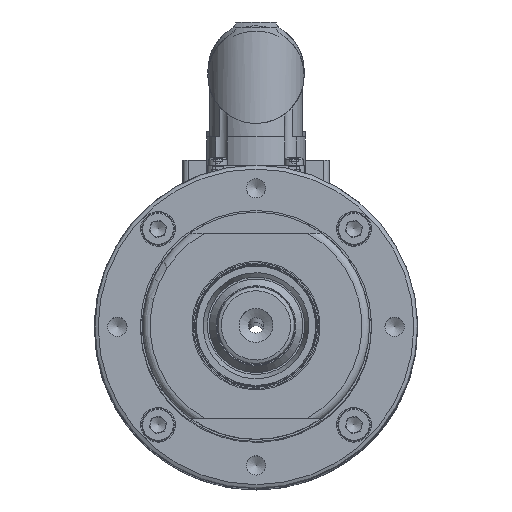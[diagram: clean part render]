
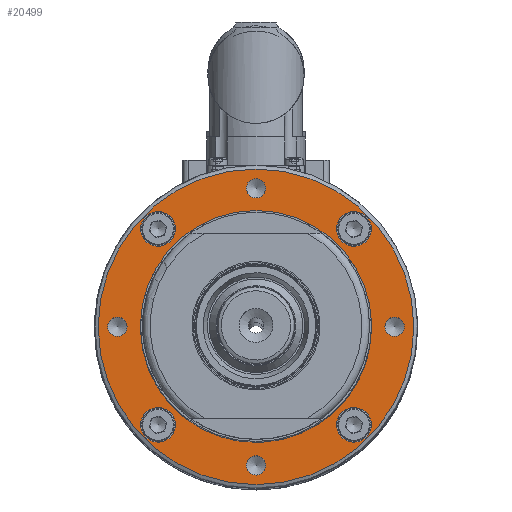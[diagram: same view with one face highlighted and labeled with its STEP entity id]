
A CAD part, top view. The second image highlights one B-rep face of the part: STEP entity #20499.
In plain terms, the highlighted planar face has unit normal (0, 0, 1).
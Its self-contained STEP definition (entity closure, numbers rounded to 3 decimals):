
#596 = CARTESIAN_POINT ( 'NONE',  ( 25.456, -25.456, 227. ) ) ;
#1105 = CARTESIAN_POINT ( 'NONE',  ( -25.456, -25.456, 227. ) ) ;
#1473 = FACE_BOUND ( 'NONE', #19098, .T. ) ;
#1491 = EDGE_CURVE ( 'NONE', #43307, #43307, #41746, .T. ) ;
#1713 = CARTESIAN_POINT ( 'NONE',  ( 0., 0., 227. ) ) ;
#1777 = EDGE_CURVE ( 'NONE', #28123, #28123, #26908, .T. ) ;
#2562 = DIRECTION ( 'NONE',  ( 1., 0., 0. ) ) ;
#2716 = AXIS2_PLACEMENT_3D ( 'NONE', #10111, #13790, #2562 ) ;
#3640 = CARTESIAN_POINT ( 'NONE',  ( 41., 0., 227. ) ) ;
#3767 = FACE_BOUND ( 'NONE', #47448, .T. ) ;
#4004 = DIRECTION ( 'NONE',  ( 1., 0., 0. ) ) ;
#4562 = EDGE_CURVE ( 'NONE', #39898, #39898, #23329, .T. ) ;
#4571 = ORIENTED_EDGE ( 'NONE', *, *, #4562, .F. ) ;
#5115 = AXIS2_PLACEMENT_3D ( 'NONE', #6062, #9442, #39338 ) ;
#5564 = EDGE_LOOP ( 'NONE', ( #4571 ) ) ;
#5870 = AXIS2_PLACEMENT_3D ( 'NONE', #21052, #14409, #32362 ) ;
#5919 = EDGE_LOOP ( 'NONE', ( #37238 ) ) ;
#6062 = CARTESIAN_POINT ( 'NONE',  ( 36., 0., 227. ) ) ;
#6813 = EDGE_CURVE ( 'NONE', #11906, #11906, #43839, .T. ) ;
#8181 = DIRECTION ( 'NONE',  ( 1., 0., 0. ) ) ;
#8406 = ORIENTED_EDGE ( 'NONE', *, *, #9005, .F. ) ;
#8410 = AXIS2_PLACEMENT_3D ( 'NONE', #1713, #44634, #4004 ) ;
#8497 = AXIS2_PLACEMENT_3D ( 'NONE', #45882, #30718, #8181 ) ;
#9005 = EDGE_CURVE ( 'NONE', #30311, #30311, #41917, .T. ) ;
#9271 = CARTESIAN_POINT ( 'NONE',  ( 29.956, 25.456, 227. ) ) ;
#9442 = DIRECTION ( 'NONE',  ( 0., 0., 1. ) ) ;
#10111 = CARTESIAN_POINT ( 'NONE',  ( 25.456, 25.456, 227. ) ) ;
#11220 = AXIS2_PLACEMENT_3D ( 'NONE', #38364, #12143, #34459 ) ;
#11307 = FACE_OUTER_BOUND ( 'NONE', #24400, .T. ) ;
#11547 = FACE_BOUND ( 'NONE', #5564, .T. ) ;
#11886 = CARTESIAN_POINT ( 'NONE',  ( -36., 0., 227. ) ) ;
#11906 = VERTEX_POINT ( 'NONE', #30065 ) ;
#12143 = DIRECTION ( 'NONE',  ( 0., 0., 1. ) ) ;
#12699 = FACE_BOUND ( 'NONE', #5919, .T. ) ;
#13157 = VERTEX_POINT ( 'NONE', #29094 ) ;
#13632 = CIRCLE ( 'NONE', #5870, 41. ) ;
#13759 = ORIENTED_EDGE ( 'NONE', *, *, #1777, .F. ) ;
#13790 = DIRECTION ( 'NONE',  ( 0., 0., 1. ) ) ;
#13828 = CIRCLE ( 'NONE', #41227, 2.5 ) ;
#14409 = DIRECTION ( 'NONE',  ( 0., 0., 1. ) ) ;
#14754 = DIRECTION ( 'NONE',  ( 1., 0., 0. ) ) ;
#15339 = ORIENTED_EDGE ( 'NONE', *, *, #6813, .F. ) ;
#16603 = FACE_BOUND ( 'NONE', #28080, .T. ) ;
#17218 = DIRECTION ( 'NONE',  ( 1., 0., 0. ) ) ;
#18025 = AXIS2_PLACEMENT_3D ( 'NONE', #19920, #23868, #17218 ) ;
#18261 = DIRECTION ( 'NONE',  ( 0., 0., 1. ) ) ;
#19098 = EDGE_LOOP ( 'NONE', ( #8406 ) ) ;
#19558 = ORIENTED_EDGE ( 'NONE', *, *, #43789, .F. ) ;
#19796 = FACE_BOUND ( 'NONE', #41349, .T. ) ;
#19920 = CARTESIAN_POINT ( 'NONE',  ( 0., 0., 227. ) ) ;
#20448 = CARTESIAN_POINT ( 'NONE',  ( 29.8, 0., 227. ) ) ;
#20499 = ADVANCED_FACE ( 'NONE', ( #3767, #1473, #11547, #16603, #46265, #12699, #30197, #41232, #19796, #11307 ), #35255, .T. ) ;
#21052 = CARTESIAN_POINT ( 'NONE',  ( 0., 0., 227. ) ) ;
#21179 = CIRCLE ( 'NONE', #18025, 29.8 ) ;
#22427 = CARTESIAN_POINT ( 'NONE',  ( 0., 36., 227. ) ) ;
#22848 = DIRECTION ( 'NONE',  ( 0., 0., 1. ) ) ;
#22923 = DIRECTION ( 'NONE',  ( 0., 0., 1. ) ) ;
#23329 = CIRCLE ( 'NONE', #8497, 2.5 ) ;
#23500 = ORIENTED_EDGE ( 'NONE', *, *, #47346, .T. ) ;
#23588 = DIRECTION ( 'NONE',  ( 1., 0., 0. ) ) ;
#23671 = ORIENTED_EDGE ( 'NONE', *, *, #32814, .F. ) ;
#23868 = DIRECTION ( 'NONE',  ( 0., 0., -1. ) ) ;
#24400 = EDGE_LOOP ( 'NONE', ( #37050 ) ) ;
#26376 = DIRECTION ( 'NONE',  ( 1., 0., 0. ) ) ;
#26639 = CARTESIAN_POINT ( 'NONE',  ( 38.5, 0., 227. ) ) ;
#26650 = CIRCLE ( 'NONE', #27398, 2.5 ) ;
#26908 = CIRCLE ( 'NONE', #2716, 4.5 ) ;
#27398 = AXIS2_PLACEMENT_3D ( 'NONE', #11886, #22923, #26376 ) ;
#28080 = EDGE_LOOP ( 'NONE', ( #23671 ) ) ;
#28123 = VERTEX_POINT ( 'NONE', #9271 ) ;
#29065 = DIRECTION ( 'NONE',  ( 1., 0., 0. ) ) ;
#29094 = CARTESIAN_POINT ( 'NONE',  ( -33.5, 0., 227. ) ) ;
#30065 = CARTESIAN_POINT ( 'NONE',  ( -20.956, -25.456, 227. ) ) ;
#30197 = FACE_BOUND ( 'NONE', #35280, .T. ) ;
#30311 = VERTEX_POINT ( 'NONE', #26639 ) ;
#30718 = DIRECTION ( 'NONE',  ( 0., 0., 1. ) ) ;
#31345 = CARTESIAN_POINT ( 'NONE',  ( 2.5, -36., 227. ) ) ;
#31462 = DIRECTION ( 'NONE',  ( 0., 0., 1. ) ) ;
#32362 = DIRECTION ( 'NONE',  ( 1., 0., 0. ) ) ;
#32814 = EDGE_CURVE ( 'NONE', #13157, #13157, #26650, .T. ) ;
#33882 = EDGE_LOOP ( 'NONE', ( #35935 ) ) ;
#34456 = CARTESIAN_POINT ( 'NONE',  ( 29.956, -25.456, 227. ) ) ;
#34459 = DIRECTION ( 'NONE',  ( 1., 0., 0. ) ) ;
#35255 = PLANE ( 'NONE',  #8410 ) ;
#35280 = EDGE_LOOP ( 'NONE', ( #15339 ) ) ;
#35623 = AXIS2_PLACEMENT_3D ( 'NONE', #596, #22848, #14754 ) ;
#35725 = CARTESIAN_POINT ( 'NONE',  ( -20.956, 25.456, 227. ) ) ;
#35935 = ORIENTED_EDGE ( 'NONE', *, *, #1491, .F. ) ;
#36383 = VERTEX_POINT ( 'NONE', #46434 ) ;
#37050 = ORIENTED_EDGE ( 'NONE', *, *, #38790, .T. ) ;
#37238 = ORIENTED_EDGE ( 'NONE', *, *, #40591, .F. ) ;
#38364 = CARTESIAN_POINT ( 'NONE',  ( -25.456, 25.456, 227. ) ) ;
#38790 = EDGE_CURVE ( 'NONE', #44247, #44247, #13632, .T. ) ;
#39086 = VERTEX_POINT ( 'NONE', #20448 ) ;
#39338 = DIRECTION ( 'NONE',  ( 1., 0., 0. ) ) ;
#39898 = VERTEX_POINT ( 'NONE', #31345 ) ;
#40591 = EDGE_CURVE ( 'NONE', #45704, #45704, #44199, .T. ) ;
#41227 = AXIS2_PLACEMENT_3D ( 'NONE', #22427, #18261, #29065 ) ;
#41232 = FACE_BOUND ( 'NONE', #33882, .T. ) ;
#41349 = EDGE_LOOP ( 'NONE', ( #13759 ) ) ;
#41746 = CIRCLE ( 'NONE', #11220, 4.5 ) ;
#41917 = CIRCLE ( 'NONE', #5115, 2.5 ) ;
#43307 = VERTEX_POINT ( 'NONE', #35725 ) ;
#43789 = EDGE_CURVE ( 'NONE', #36383, #36383, #13828, .T. ) ;
#43839 = CIRCLE ( 'NONE', #44648, 4.5 ) ;
#44199 = CIRCLE ( 'NONE', #35623, 4.5 ) ;
#44247 = VERTEX_POINT ( 'NONE', #3640 ) ;
#44634 = DIRECTION ( 'NONE',  ( 0., 0., 1. ) ) ;
#44648 = AXIS2_PLACEMENT_3D ( 'NONE', #1105, #31462, #23588 ) ;
#45246 = EDGE_LOOP ( 'NONE', ( #19558 ) ) ;
#45704 = VERTEX_POINT ( 'NONE', #34456 ) ;
#45882 = CARTESIAN_POINT ( 'NONE',  ( 0., -36., 227. ) ) ;
#46265 = FACE_BOUND ( 'NONE', #45246, .T. ) ;
#46434 = CARTESIAN_POINT ( 'NONE',  ( 2.5, 36., 227. ) ) ;
#47346 = EDGE_CURVE ( 'NONE', #39086, #39086, #21179, .T. ) ;
#47448 = EDGE_LOOP ( 'NONE', ( #23500 ) ) ;
